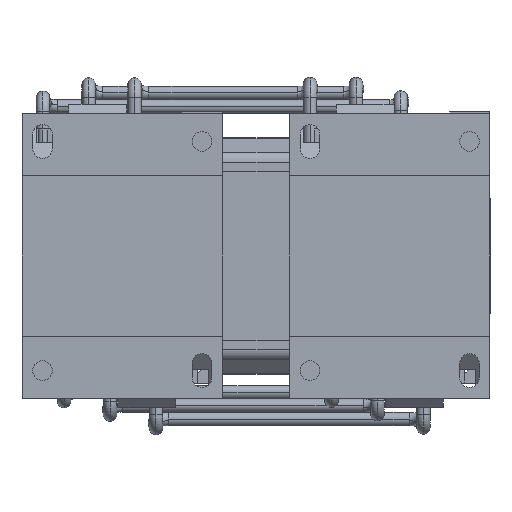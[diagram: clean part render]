
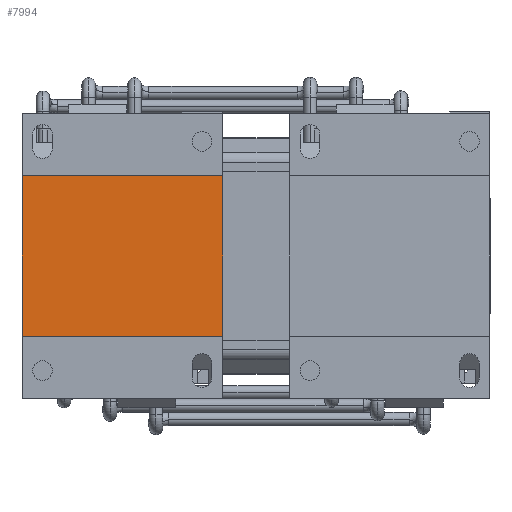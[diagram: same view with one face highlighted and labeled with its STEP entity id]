
A CAD part, front view. The second image highlights one B-rep face of the part: STEP entity #7994.
In plain terms, the highlighted planar face has unit normal (0, -1, 0).
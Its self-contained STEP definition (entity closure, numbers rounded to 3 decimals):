
#3549 = CARTESIAN_POINT ( 'NONE',  ( 14.662, -42.295, -16.865 ) ) ;
#3584 = CARTESIAN_POINT ( 'NONE',  ( 14.662, -42.295, 19.135 ) ) ;
#3586 = DIRECTION ( 'NONE',  ( -1., 0., 0. ) ) ;
#3587 = DIRECTION ( 'NONE',  ( 0., 0., -1. ) ) ;
#3588 = CARTESIAN_POINT ( 'NONE',  ( -30.338, -42.295, -16.865 ) ) ;
#3589 = DIRECTION ( 'NONE',  ( 0., 0., -1. ) ) ;
#3590 = CARTESIAN_POINT ( 'NONE',  ( 14.662, -42.295, -16.865 ) ) ;
#3592 = DIRECTION ( 'NONE',  ( -1., 0., 0. ) ) ;
#3971 = LINE ( 'NONE', #3549, #3980 ) ;
#3975 = LINE ( 'NONE', #3584, #3978 ) ;
#3978 = VECTOR ( 'NONE', #3586, 1000. ) ;
#3979 = LINE ( 'NONE', #3588, #3982 ) ;
#3980 = VECTOR ( 'NONE', #3587, 1000. ) ;
#3981 = LINE ( 'NONE', #3590, #3984 ) ;
#3982 = VECTOR ( 'NONE', #3589, 1000. ) ;
#3984 = VECTOR ( 'NONE', #3592, 1000. ) ;
#7481 = VERTEX_POINT ( 'NONE', #8227 ) ;
#7484 = VERTEX_POINT ( 'NONE', #8230 ) ;
#7507 = VERTEX_POINT ( 'NONE', #8252 ) ;
#7527 = VERTEX_POINT ( 'NONE', #8272 ) ;
#7994 = ADVANCED_FACE ( 'NONE', ( #23160 ), #21680, .F. ) ;
#8227 = CARTESIAN_POINT ( 'NONE',  ( -30.338, -42.295, 19.135 ) ) ;
#8230 = CARTESIAN_POINT ( 'NONE',  ( 14.662, -42.295, -16.865 ) ) ;
#8252 = CARTESIAN_POINT ( 'NONE',  ( -30.338, -42.295, -16.865 ) ) ;
#8272 = CARTESIAN_POINT ( 'NONE',  ( 14.662, -42.295, 19.135 ) ) ;
#13239 = EDGE_CURVE ( 'NONE', #7527, #7481, #3975, .T. ) ;
#13240 = EDGE_CURVE ( 'NONE', #7527, #7484, #3971, .T. ) ;
#13241 = EDGE_CURVE ( 'NONE', #7481, #7507, #3979, .T. ) ;
#13242 = EDGE_CURVE ( 'NONE', #7484, #7507, #3981, .T. ) ;
#13861 = EDGE_LOOP ( 'NONE', ( #16483, #16484, #16485, #16486 ) ) ;
#16483 = ORIENTED_EDGE ( 'NONE', *, *, #13241, .T. ) ;
#16484 = ORIENTED_EDGE ( 'NONE', *, *, #13242, .F. ) ;
#16485 = ORIENTED_EDGE ( 'NONE', *, *, #13240, .F. ) ;
#16486 = ORIENTED_EDGE ( 'NONE', *, *, #13239, .T. ) ;
#21680 = PLANE ( 'NONE',  #22435 ) ;
#21688 = CARTESIAN_POINT ( 'NONE',  ( 14.662, -42.295, -16.865 ) ) ;
#21689 = DIRECTION ( 'NONE',  ( 0., 1., 0. ) ) ;
#21690 = DIRECTION ( 'NONE',  ( 0., 0., 1. ) ) ;
#22435 = AXIS2_PLACEMENT_3D ( 'NONE', #21688, #21689, #21690 ) ;
#23160 = FACE_OUTER_BOUND ( 'NONE', #13861, .T. ) ;
